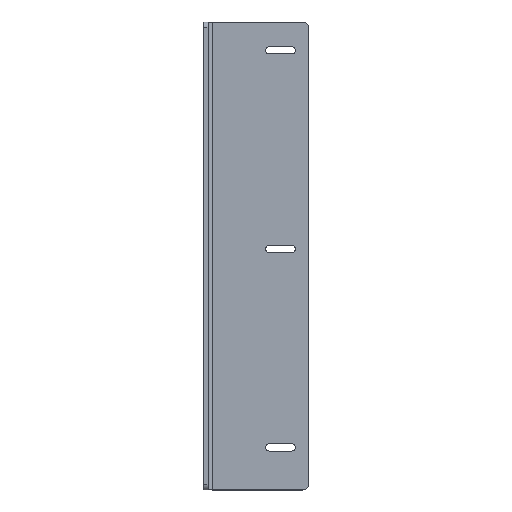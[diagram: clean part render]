
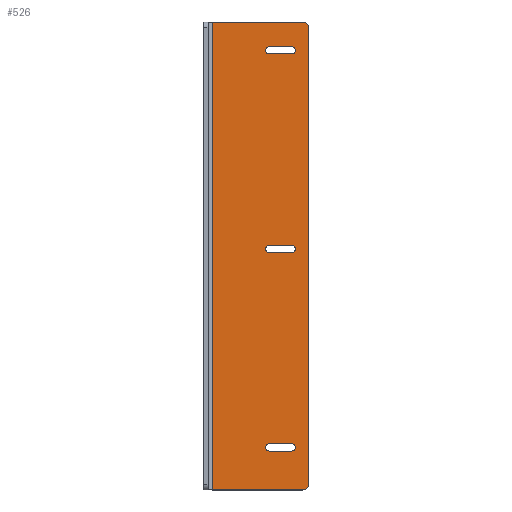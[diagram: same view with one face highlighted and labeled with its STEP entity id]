
A CAD part, top view. The second image highlights one B-rep face of the part: STEP entity #526.
In plain terms, the highlighted planar face has unit normal (0, 0, 1).
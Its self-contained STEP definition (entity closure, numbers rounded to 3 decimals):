
#15=FACE_BOUND('',#100,.T.);
#16=FACE_BOUND('',#101,.T.);
#17=FACE_BOUND('',#102,.T.);
#22=CIRCLE('',#559,1.265);
#24=CIRCLE('',#563,1.265);
#26=CIRCLE('',#567,1.265);
#28=CIRCLE('',#571,1.265);
#30=CIRCLE('',#575,1.265);
#32=CIRCLE('',#579,1.265);
#34=CIRCLE('',#582,2.);
#35=CIRCLE('',#584,2.);
#70=FACE_OUTER_BOUND('',#99,.T.);
#99=EDGE_LOOP('',(#398,#399,#400,#401,#402,#403));
#100=EDGE_LOOP('',(#404,#405,#406,#407));
#101=EDGE_LOOP('',(#408,#409,#410,#411));
#102=EDGE_LOOP('',(#412,#413,#414,#415));
#123=LINE('',#776,#174);
#127=LINE('',#788,#178);
#131=LINE('',#800,#182);
#135=LINE('',#812,#186);
#139=LINE('',#824,#190);
#143=LINE('',#836,#194);
#147=LINE('',#852,#198);
#148=LINE('',#854,#199);
#149=LINE('',#856,#200);
#150=LINE('',#859,#201);
#174=VECTOR('',#615,10.);
#178=VECTOR('',#627,10.);
#182=VECTOR('',#639,10.);
#186=VECTOR('',#651,10.);
#190=VECTOR('',#663,10.);
#194=VECTOR('',#675,10.);
#198=VECTOR('',#693,10.);
#199=VECTOR('',#694,10.);
#200=VECTOR('',#695,10.);
#201=VECTOR('',#698,10.);
#225=VERTEX_POINT('',#773);
#226=VERTEX_POINT('',#775);
#228=VERTEX_POINT('',#781);
#230=VERTEX_POINT('',#787);
#233=VERTEX_POINT('',#797);
#234=VERTEX_POINT('',#799);
#236=VERTEX_POINT('',#805);
#238=VERTEX_POINT('',#811);
#241=VERTEX_POINT('',#821);
#242=VERTEX_POINT('',#823);
#244=VERTEX_POINT('',#829);
#246=VERTEX_POINT('',#835);
#249=VERTEX_POINT('',#845);
#250=VERTEX_POINT('',#847);
#251=VERTEX_POINT('',#851);
#252=VERTEX_POINT('',#853);
#253=VERTEX_POINT('',#855);
#254=VERTEX_POINT('',#857);
#273=EDGE_CURVE('',#226,#225,#123,.T.);
#276=EDGE_CURVE('',#228,#226,#22,.T.);
#279=EDGE_CURVE('',#230,#228,#127,.T.);
#282=EDGE_CURVE('',#225,#230,#24,.T.);
#285=EDGE_CURVE('',#234,#233,#131,.T.);
#288=EDGE_CURVE('',#236,#234,#26,.T.);
#291=EDGE_CURVE('',#238,#236,#135,.T.);
#294=EDGE_CURVE('',#233,#238,#28,.T.);
#297=EDGE_CURVE('',#242,#241,#139,.T.);
#300=EDGE_CURVE('',#244,#242,#30,.T.);
#303=EDGE_CURVE('',#246,#244,#143,.T.);
#306=EDGE_CURVE('',#241,#246,#32,.T.);
#309=EDGE_CURVE('',#249,#250,#34,.T.);
#311=EDGE_CURVE('',#249,#251,#147,.T.);
#312=EDGE_CURVE('',#251,#252,#148,.T.);
#313=EDGE_CURVE('',#253,#252,#149,.T.);
#314=EDGE_CURVE('',#254,#253,#35,.T.);
#315=EDGE_CURVE('',#250,#254,#150,.F.);
#398=ORIENTED_EDGE('',*,*,#309,.F.);
#399=ORIENTED_EDGE('',*,*,#311,.T.);
#400=ORIENTED_EDGE('',*,*,#312,.T.);
#401=ORIENTED_EDGE('',*,*,#313,.F.);
#402=ORIENTED_EDGE('',*,*,#314,.F.);
#403=ORIENTED_EDGE('',*,*,#315,.F.);
#404=ORIENTED_EDGE('',*,*,#273,.T.);
#405=ORIENTED_EDGE('',*,*,#282,.T.);
#406=ORIENTED_EDGE('',*,*,#279,.T.);
#407=ORIENTED_EDGE('',*,*,#276,.T.);
#408=ORIENTED_EDGE('',*,*,#285,.T.);
#409=ORIENTED_EDGE('',*,*,#294,.T.);
#410=ORIENTED_EDGE('',*,*,#291,.T.);
#411=ORIENTED_EDGE('',*,*,#288,.T.);
#412=ORIENTED_EDGE('',*,*,#297,.T.);
#413=ORIENTED_EDGE('',*,*,#306,.T.);
#414=ORIENTED_EDGE('',*,*,#303,.T.);
#415=ORIENTED_EDGE('',*,*,#300,.T.);
#502=PLANE('',#583);
#526=ADVANCED_FACE('',(#70,#15,#16,#17),#502,.T.);
#559=AXIS2_PLACEMENT_3D('',#782,#621,#622);
#563=AXIS2_PLACEMENT_3D('',#792,#633,#634);
#567=AXIS2_PLACEMENT_3D('',#806,#645,#646);
#571=AXIS2_PLACEMENT_3D('',#816,#657,#658);
#575=AXIS2_PLACEMENT_3D('',#830,#669,#670);
#579=AXIS2_PLACEMENT_3D('',#840,#681,#682);
#582=AXIS2_PLACEMENT_3D('',#848,#688,#689);
#583=AXIS2_PLACEMENT_3D('',#850,#691,#692);
#584=AXIS2_PLACEMENT_3D('',#858,#696,#697);
#615=DIRECTION('',(1.,0.,0.));
#621=DIRECTION('center_axis',(0.,0.,-1.));
#622=DIRECTION('ref_axis',(0.,1.,0.));
#627=DIRECTION('',(-1.,0.,0.));
#633=DIRECTION('center_axis',(0.,0.,-1.));
#634=DIRECTION('ref_axis',(0.,-1.,0.));
#639=DIRECTION('',(1.,0.,0.));
#645=DIRECTION('center_axis',(0.,0.,-1.));
#646=DIRECTION('ref_axis',(0.,1.,0.));
#651=DIRECTION('',(-1.,0.,0.));
#657=DIRECTION('center_axis',(0.,0.,-1.));
#658=DIRECTION('ref_axis',(0.,-1.,0.));
#663=DIRECTION('',(1.,0.,0.));
#669=DIRECTION('center_axis',(0.,0.,-1.));
#670=DIRECTION('ref_axis',(0.,1.,0.));
#675=DIRECTION('',(-1.,0.,0.));
#681=DIRECTION('center_axis',(0.,0.,-1.));
#682=DIRECTION('ref_axis',(0.,-1.,0.));
#688=DIRECTION('center_axis',(0.,0.,-1.));
#689=DIRECTION('ref_axis',(0.707,0.707,0.));
#691=DIRECTION('center_axis',(0.,0.,1.));
#692=DIRECTION('ref_axis',(-1.,0.,0.));
#693=DIRECTION('',(-1.,0.,0.));
#694=DIRECTION('',(0.,-1.,0.));
#695=DIRECTION('',(-1.,0.,0.));
#696=DIRECTION('center_axis',(0.,0.,-1.));
#697=DIRECTION('ref_axis',(0.707,-0.707,0.));
#698=DIRECTION('',(0.,1.,0.));
#773=CARTESIAN_POINT('',(161.049,151.265,521.6));
#775=CARTESIAN_POINT('',(153.049,151.265,521.6));
#776=CARTESIAN_POINT('',(147.479,151.265,521.6));
#781=CARTESIAN_POINT('',(153.049,148.736,521.6));
#782=CARTESIAN_POINT('Origin',(153.049,150.,521.6));
#787=CARTESIAN_POINT('',(161.049,148.736,521.6));
#788=CARTESIAN_POINT('',(151.479,148.736,521.6));
#792=CARTESIAN_POINT('Origin',(161.049,150.,521.6));
#797=CARTESIAN_POINT('',(161.049,221.265,521.6));
#799=CARTESIAN_POINT('',(153.049,221.265,521.6));
#800=CARTESIAN_POINT('',(147.479,221.265,521.6));
#805=CARTESIAN_POINT('',(153.049,218.736,521.6));
#806=CARTESIAN_POINT('Origin',(153.049,220.,521.6));
#811=CARTESIAN_POINT('',(161.049,218.736,521.6));
#812=CARTESIAN_POINT('',(151.479,218.736,521.6));
#816=CARTESIAN_POINT('Origin',(161.049,220.,521.6));
#821=CARTESIAN_POINT('',(161.049,291.265,521.6));
#823=CARTESIAN_POINT('',(153.049,291.265,521.6));
#824=CARTESIAN_POINT('',(147.479,291.265,521.6));
#829=CARTESIAN_POINT('',(153.049,288.736,521.6));
#830=CARTESIAN_POINT('Origin',(153.049,290.,521.6));
#835=CARTESIAN_POINT('',(161.049,288.736,521.6));
#836=CARTESIAN_POINT('',(151.479,288.736,521.6));
#840=CARTESIAN_POINT('Origin',(161.049,290.,521.6));
#845=CARTESIAN_POINT('',(164.909,300.,521.6));
#847=CARTESIAN_POINT('',(166.909,298.,521.6));
#848=CARTESIAN_POINT('Origin',(164.909,298.,521.6));
#850=CARTESIAN_POINT('Origin',(141.909,295.,521.6));
#851=CARTESIAN_POINT('',(133.109,300.,521.6));
#852=CARTESIAN_POINT('',(136.709,300.,521.6));
#853=CARTESIAN_POINT('',(133.109,135.,521.6));
#854=CARTESIAN_POINT('',(133.109,295.,521.6));
#855=CARTESIAN_POINT('',(164.909,135.,521.6));
#856=CARTESIAN_POINT('',(139.909,135.,521.6));
#857=CARTESIAN_POINT('',(166.909,137.,521.6));
#858=CARTESIAN_POINT('Origin',(164.909,137.,521.6));
#859=CARTESIAN_POINT('',(166.909,255.,521.6));
